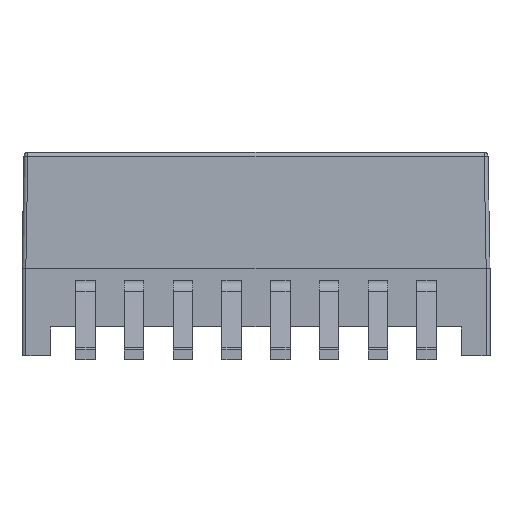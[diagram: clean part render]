
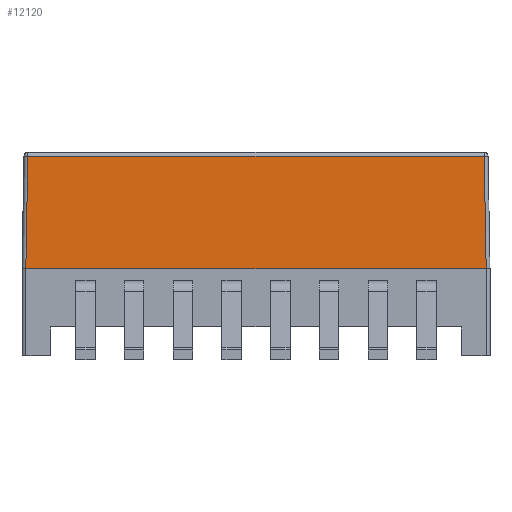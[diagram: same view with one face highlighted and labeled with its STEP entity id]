
A CAD part, left-side view. The second image highlights one B-rep face of the part: STEP entity #12120.
In plain terms, the highlighted face is planar.
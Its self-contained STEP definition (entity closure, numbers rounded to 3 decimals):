
#493=PLANE('',#12648);
#845=LINE('',#15149,#1681);
#849=LINE('',#15165,#1685);
#857=LINE('',#15196,#1693);
#1220=LINE('',#18302,#2056);
#1681=VECTOR('',#13011,1000.);
#1685=VECTOR('',#13029,1000.);
#1693=VECTOR('',#13065,1000.);
#2056=VECTOR('',#13980,1000.);
#3653=ORIENTED_EDGE('',*,*,#5738,.F.);
#3654=ORIENTED_EDGE('',*,*,#5060,.T.);
#3655=ORIENTED_EDGE('',*,*,#5068,.F.);
#3656=ORIENTED_EDGE('',*,*,#5084,.F.);
#5060=EDGE_CURVE('',#6326,#6329,#845,.T.);
#5068=EDGE_CURVE('',#6334,#6329,#849,.T.);
#5084=EDGE_CURVE('',#6343,#6334,#857,.T.);
#5738=EDGE_CURVE('',#6326,#6343,#1220,.T.);
#6326=VERTEX_POINT('',#15139);
#6329=VERTEX_POINT('',#15147);
#6334=VERTEX_POINT('',#15163);
#6343=VERTEX_POINT('',#15194);
#7475=EDGE_LOOP('',(#3653,#3654,#3655,#3656));
#8035=FACE_BOUND('',#7475,.T.);
#12120=ADVANCED_FACE('',(#8035),#493,.T.);
#12648=AXIS2_PLACEMENT_3D('',#18301,#13978,#13979);
#13011=DIRECTION('',(-0.017,0.017,1.));
#13029=DIRECTION('',(1.,0.,0.));
#13065=DIRECTION('',(0.017,0.017,1.));
#13978=DIRECTION('',(0.,-1.,0.017));
#13979=DIRECTION('',(0.,-0.017,-1.));
#13980=DIRECTION('',(-1.,0.,0.));
#15139=CARTESIAN_POINT('',(6.,-3.5,2.37));
#15147=CARTESIAN_POINT('',(5.949,-3.449,5.302));
#15149=CARTESIAN_POINT('',(5.998,-3.498,2.475));
#15163=CARTESIAN_POINT('',(-5.949,-3.449,5.302));
#15165=CARTESIAN_POINT('',(-6.047,-3.449,5.302));
#15194=CARTESIAN_POINT('',(-6.,-3.5,2.37));
#15196=CARTESIAN_POINT('',(-5.998,-3.498,2.475));
#18301=CARTESIAN_POINT('',(0.,-3.5,2.37));
#18302=CARTESIAN_POINT('',(6.1,-3.5,2.37));
